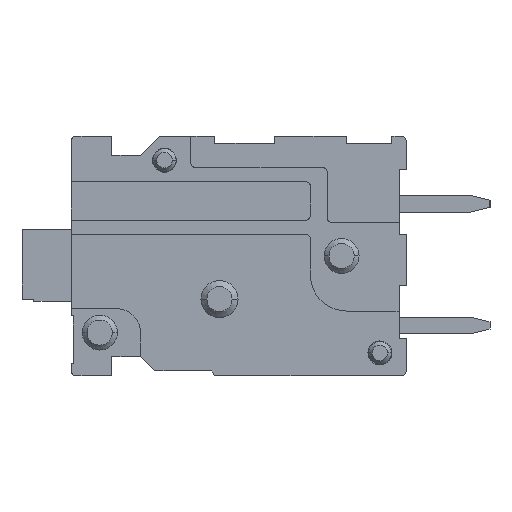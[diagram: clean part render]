
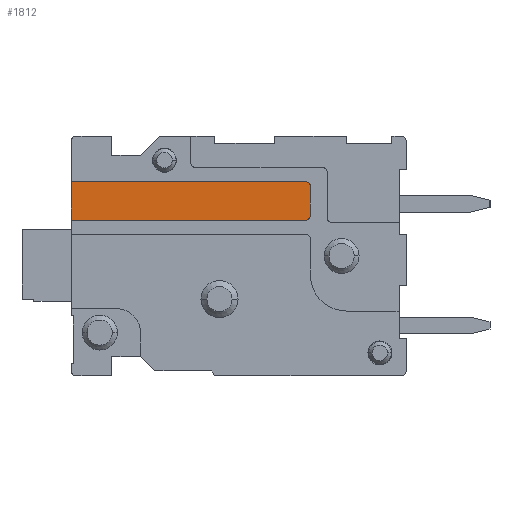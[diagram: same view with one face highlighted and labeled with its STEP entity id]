
A CAD part, left-side view. The second image highlights one B-rep face of the part: STEP entity #1812.
In plain terms, the highlighted face is planar.
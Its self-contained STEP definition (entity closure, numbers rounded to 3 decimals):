
#441 = AXIS2_PLACEMENT_3D ( 'NONE', #3814, #1138, #6856 ) ;
#457 = VERTEX_POINT ( 'NONE', #5907 ) ;
#641 = CIRCLE ( 'NONE', #4307, 0.2 ) ;
#705 = CARTESIAN_POINT ( 'NONE',  ( 7.9, 4., 3.54 ) ) ;
#886 = EDGE_CURVE ( 'NONE', #2619, #11338, #7206, .T. ) ;
#1025 = ORIENTED_EDGE ( 'NONE', *, *, #10385, .T. ) ;
#1118 = CARTESIAN_POINT ( 'NONE',  ( 8.1, 14., 3.54 ) ) ;
#1138 = DIRECTION ( 'NONE',  ( 0., 0., 1. ) ) ;
#1273 = EDGE_CURVE ( 'NONE', #457, #10731, #8994, .T. ) ;
#1397 = CARTESIAN_POINT ( 'NONE',  ( 8.1, 4.2, 3.54 ) ) ;
#1483 = VECTOR ( 'NONE', #11185, 1000. ) ;
#1566 = FACE_OUTER_BOUND ( 'NONE', #7460, .T. ) ;
#1655 = AXIS2_PLACEMENT_3D ( 'NONE', #8417, #10081, #2460 ) ;
#1722 = DIRECTION ( 'NONE',  ( 1., 0., 0. ) ) ;
#1728 = EDGE_CURVE ( 'NONE', #10731, #2619, #4498, .T. ) ;
#1812 = ADVANCED_FACE ( 'NONE', ( #1566 ), #10275, .T. ) ;
#1904 = CARTESIAN_POINT ( 'NONE',  ( 6.5, 4.2, 3.54 ) ) ;
#2232 = DIRECTION ( 'NONE',  ( 0., 1., 0. ) ) ;
#2460 = DIRECTION ( 'NONE',  ( 1., 0., 0. ) ) ;
#2619 = VERTEX_POINT ( 'NONE', #3414 ) ;
#2718 = VECTOR ( 'NONE', #6926, 1000. ) ;
#2918 = LINE ( 'NONE', #11307, #6347 ) ;
#3215 = CARTESIAN_POINT ( 'NONE',  ( 6.7, 4., 3.54 ) ) ;
#3414 = CARTESIAN_POINT ( 'NONE',  ( 8.1, 4.2, 3.54 ) ) ;
#3814 = CARTESIAN_POINT ( 'NONE',  ( 7.9, 4.2, 3.54 ) ) ;
#4142 = VECTOR ( 'NONE', #2232, 1000. ) ;
#4307 = AXIS2_PLACEMENT_3D ( 'NONE', #8993, #9668, #8040 ) ;
#4498 = CIRCLE ( 'NONE', #441, 0.2 ) ;
#4803 = ORIENTED_EDGE ( 'NONE', *, *, #1728, .T. ) ;
#5559 = ORIENTED_EDGE ( 'NONE', *, *, #6764, .T. ) ;
#5907 = CARTESIAN_POINT ( 'NONE',  ( 6.7, 4., 3.54 ) ) ;
#6220 = VERTEX_POINT ( 'NONE', #10305 ) ;
#6347 = VECTOR ( 'NONE', #1722, 1000. ) ;
#6764 = EDGE_CURVE ( 'NONE', #6220, #8960, #10058, .T. ) ;
#6856 = DIRECTION ( 'NONE',  ( 0., -1., 0. ) ) ;
#6926 = DIRECTION ( 'NONE',  ( 1., 0., 0. ) ) ;
#7148 = ORIENTED_EDGE ( 'NONE', *, *, #1273, .T. ) ;
#7206 = LINE ( 'NONE', #1397, #4142 ) ;
#7460 = EDGE_LOOP ( 'NONE', ( #7148, #4803, #11730, #10204, #5559, #1025 ) ) ;
#8040 = DIRECTION ( 'NONE',  ( -1., 0., 0. ) ) ;
#8417 = CARTESIAN_POINT ( 'NONE',  ( 0., 0., 3.54 ) ) ;
#8960 = VERTEX_POINT ( 'NONE', #1904 ) ;
#8993 = CARTESIAN_POINT ( 'NONE',  ( 6.7, 4.2, 3.54 ) ) ;
#8994 = LINE ( 'NONE', #3215, #2718 ) ;
#9668 = DIRECTION ( 'NONE',  ( 0., 0., 1. ) ) ;
#10058 = LINE ( 'NONE', #12022, #1483 ) ;
#10081 = DIRECTION ( 'NONE',  ( 0., 0., 1. ) ) ;
#10204 = ORIENTED_EDGE ( 'NONE', *, *, #11715, .F. ) ;
#10275 = PLANE ( 'NONE',  #1655 ) ;
#10305 = CARTESIAN_POINT ( 'NONE',  ( 6.5, 14., 3.54 ) ) ;
#10385 = EDGE_CURVE ( 'NONE', #8960, #457, #641, .T. ) ;
#10731 = VERTEX_POINT ( 'NONE', #705 ) ;
#11185 = DIRECTION ( 'NONE',  ( 0., -1., 0. ) ) ;
#11307 = CARTESIAN_POINT ( 'NONE',  ( 6.5, 14., 3.54 ) ) ;
#11338 = VERTEX_POINT ( 'NONE', #1118 ) ;
#11715 = EDGE_CURVE ( 'NONE', #6220, #11338, #2918, .T. ) ;
#11730 = ORIENTED_EDGE ( 'NONE', *, *, #886, .T. ) ;
#12022 = CARTESIAN_POINT ( 'NONE',  ( 6.5, 14., 3.54 ) ) ;
